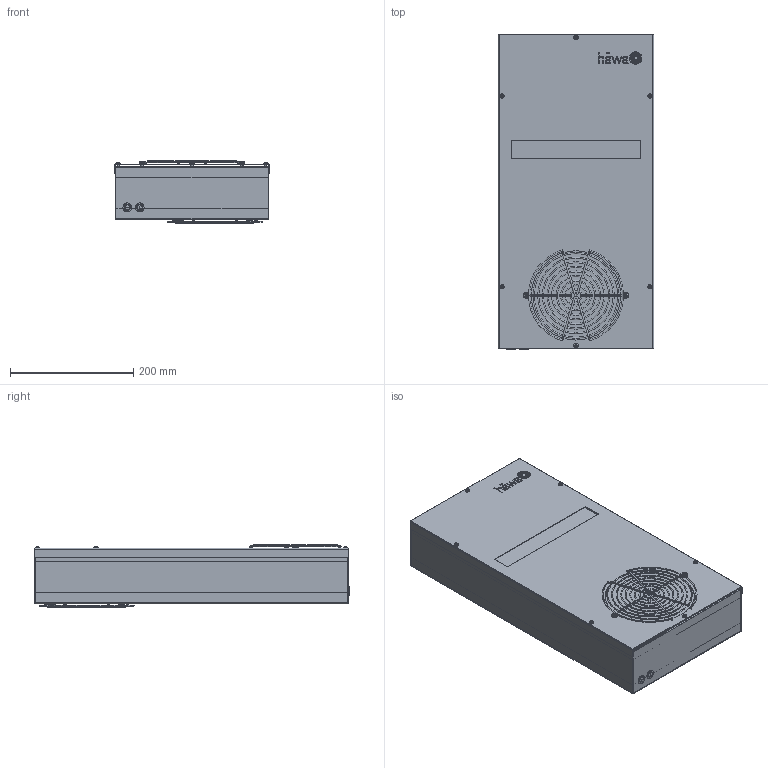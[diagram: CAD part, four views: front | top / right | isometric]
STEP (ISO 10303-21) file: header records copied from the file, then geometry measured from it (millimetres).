
FILE_DESCRIPTION (( 'STEP AP214' ), '1' );
FILE_NAME ('3114-0500-25-07.STEP', '2018-04-18T10:14:59', ( '' ), ( '' ), 'SwSTEP 2.0', 'SolidWorks 2017', '' );
FILE_SCHEMA (( 'AUTOMOTIVE_DESIGN' ));
Length unit declared in the file: millimetre
Products named in the file (8): 3114-0500-25-07; W0155537~0; 8101-0100-06-00; 8000-7981-03-09; 8101-0020-00-00~0; 8000-7985-04-06; W0155538~0; 3114-0016-05-00~0
Assembly tree (16 placements, depth 2):
  3114-0500-25-07
    W0155537~0
    W0155538~0
    8101-0020-00-00~0  x2
    3114-0016-05-00~0  x2
    8000-7981-03-09  x6
    8000-7985-04-06  x2
    8101-0100-06-00  x2
Bounding box: 252.5 x 512 x 101.9 mm (x, y, z)
Volume: 6681013.2 mm3; surface area: 948158.1 mm2
Topology: 18 solids, 18 shells, 1157 faces, 3323 edges, 2154 vertices
Faces by surface type: cylinder 522, plane 359, torus 196, cone 40, bspline 24, sphere 16
Entity records: 32978 total; most frequent: CARTESIAN_POINT 10775, DIRECTION 4763, ORIENTED_EDGE 4588, EDGE_CURVE 2294, AXIS2_PLACEMENT_3D 1930, VERTEX_POINT 1504, CIRCLE 1135, EDGE_LOOP 956
